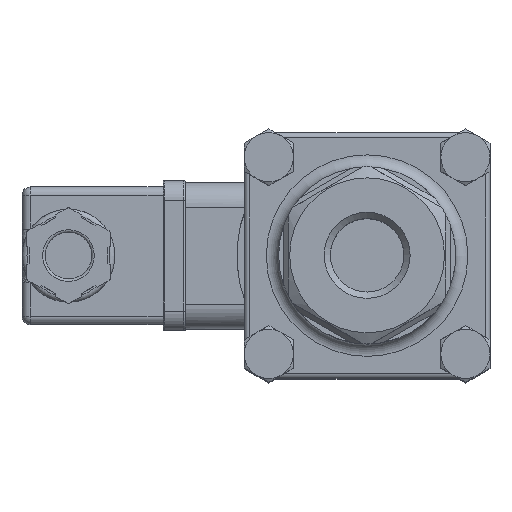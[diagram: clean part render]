
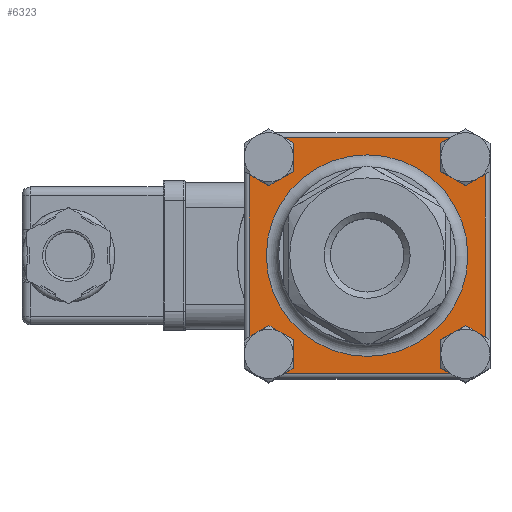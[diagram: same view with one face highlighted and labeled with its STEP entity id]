
A CAD part, top view. The second image highlights one B-rep face of the part: STEP entity #6323.
In plain terms, the highlighted planar face has unit normal (0, 0, 1).
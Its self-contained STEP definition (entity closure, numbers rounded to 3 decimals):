
#283=FACE_BOUND('',#1048,.T.);
#387=PLANE('',#6894);
#663=FACE_OUTER_BOUND('',#1047,.T.);
#1047=EDGE_LOOP('',(#4788,#4789,#4790,#4791,#4792,#4793,#4794,#4795,#4796,
#4797));
#1048=EDGE_LOOP('',(#4798));
#1328=CIRCLE('',#6683,4.45);
#1329=CIRCLE('',#6684,4.45);
#1346=CIRCLE('',#6730,4.45);
#1365=CIRCLE('',#6778,4.45);
#1366=CIRCLE('',#6779,4.45);
#1383=CIRCLE('',#6827,4.45);
#1415=CIRCLE('',#6895,20.5);
#1766=LINE('',#10493,#2191);
#1769=LINE('',#10499,#2194);
#1770=LINE('',#10511,#2195);
#1773=LINE('',#10517,#2198);
#2191=VECTOR('',#8095,10.);
#2194=VECTOR('',#8102,10.);
#2195=VECTOR('',#8119,10.);
#2198=VECTOR('',#8126,10.);
#2596=VERTEX_POINT('',#9559);
#2597=VERTEX_POINT('',#9560);
#2598=VERTEX_POINT('',#9562);
#2640=VERTEX_POINT('',#9750);
#2641=VERTEX_POINT('',#9751);
#2683=VERTEX_POINT('',#9939);
#2684=VERTEX_POINT('',#9940);
#2685=VERTEX_POINT('',#9942);
#2731=VERTEX_POINT('',#10158);
#2732=VERTEX_POINT('',#10159);
#2777=VERTEX_POINT('',#10530);
#3203=EDGE_CURVE('',#2598,#2596,#1328,.T.);
#3205=EDGE_CURVE('',#2597,#2598,#1329,.T.);
#3272=EDGE_CURVE('',#2640,#2641,#1346,.T.);
#3342=EDGE_CURVE('',#2685,#2683,#1365,.T.);
#3344=EDGE_CURVE('',#2684,#2685,#1366,.T.);
#3417=EDGE_CURVE('',#2731,#2732,#1383,.T.);
#3484=EDGE_CURVE('',#2731,#2683,#1766,.T.);
#3488=EDGE_CURVE('',#2684,#2596,#1769,.T.);
#3494=EDGE_CURVE('',#2640,#2732,#1770,.T.);
#3498=EDGE_CURVE('',#2597,#2641,#1773,.T.);
#3505=EDGE_CURVE('',#2777,#2777,#1415,.T.);
#4788=ORIENTED_EDGE('',*,*,#3205,.T.);
#4789=ORIENTED_EDGE('',*,*,#3203,.T.);
#4790=ORIENTED_EDGE('',*,*,#3488,.F.);
#4791=ORIENTED_EDGE('',*,*,#3344,.T.);
#4792=ORIENTED_EDGE('',*,*,#3342,.T.);
#4793=ORIENTED_EDGE('',*,*,#3484,.F.);
#4794=ORIENTED_EDGE('',*,*,#3417,.T.);
#4795=ORIENTED_EDGE('',*,*,#3494,.F.);
#4796=ORIENTED_EDGE('',*,*,#3272,.T.);
#4797=ORIENTED_EDGE('',*,*,#3498,.F.);
#4798=ORIENTED_EDGE('',*,*,#3505,.F.);
#6323=ADVANCED_FACE('',(#663,#283),#387,.T.);
#6683=AXIS2_PLACEMENT_3D('',#9563,#7595,#7596);
#6684=AXIS2_PLACEMENT_3D('',#9565,#7598,#7599);
#6730=AXIS2_PLACEMENT_3D('',#9752,#7716,#7717);
#6778=AXIS2_PLACEMENT_3D('',#9943,#7839,#7840);
#6779=AXIS2_PLACEMENT_3D('',#9945,#7842,#7843);
#6827=AXIS2_PLACEMENT_3D('',#10160,#7968,#7969);
#6894=AXIS2_PLACEMENT_3D('',#10529,#8144,#8145);
#6895=AXIS2_PLACEMENT_3D('',#10531,#8146,#8147);
#7595=DIRECTION('center_axis',(0.,0.,-1.));
#7596=DIRECTION('ref_axis',(0.,1.,0.));
#7598=DIRECTION('center_axis',(0.,0.,-1.));
#7599=DIRECTION('ref_axis',(0.,1.,0.));
#7716=DIRECTION('center_axis',(0.,0.,-1.));
#7717=DIRECTION('ref_axis',(0.,1.,0.));
#7839=DIRECTION('center_axis',(0.,0.,-1.));
#7840=DIRECTION('ref_axis',(0.,1.,0.));
#7842=DIRECTION('center_axis',(0.,0.,-1.));
#7843=DIRECTION('ref_axis',(0.,1.,0.));
#7968=DIRECTION('center_axis',(0.,0.,-1.));
#7969=DIRECTION('ref_axis',(0.,1.,0.));
#8095=DIRECTION('',(0.,1.,0.));
#8102=DIRECTION('',(1.,0.,0.));
#8119=DIRECTION('',(-1.,0.,0.));
#8126=DIRECTION('',(0.,-1.,0.));
#8144=DIRECTION('center_axis',(0.,0.,1.));
#8145=DIRECTION('ref_axis',(1.,0.,0.));
#8146=DIRECTION('center_axis',(0.,0.,1.));
#8147=DIRECTION('ref_axis',(-1.,0.,0.));
#9559=CARTESIAN_POINT('',(18.05,24.,8.5));
#9560=CARTESIAN_POINT('',(24.,18.05,8.5));
#9562=CARTESIAN_POINT('',(20.,15.55,8.5));
#9563=CARTESIAN_POINT('Origin',(20.,20.,8.5));
#9565=CARTESIAN_POINT('Origin',(20.,20.,8.5));
#9750=CARTESIAN_POINT('',(18.05,-24.,8.5));
#9751=CARTESIAN_POINT('',(24.,-18.05,8.5));
#9752=CARTESIAN_POINT('Origin',(20.,-20.,8.5));
#9939=CARTESIAN_POINT('',(-24.,18.05,8.5));
#9940=CARTESIAN_POINT('',(-18.05,24.,8.5));
#9942=CARTESIAN_POINT('',(-20.,15.55,8.5));
#9943=CARTESIAN_POINT('Origin',(-20.,20.,8.5));
#9945=CARTESIAN_POINT('Origin',(-20.,20.,8.5));
#10158=CARTESIAN_POINT('',(-24.,-18.05,8.5));
#10159=CARTESIAN_POINT('',(-18.05,-24.,8.5));
#10160=CARTESIAN_POINT('Origin',(-20.,-20.,8.5));
#10493=CARTESIAN_POINT('',(-24.,-12.5,8.5));
#10499=CARTESIAN_POINT('',(-12.5,24.,8.5));
#10511=CARTESIAN_POINT('',(12.5,-24.,8.5));
#10517=CARTESIAN_POINT('',(24.,12.5,8.5));
#10529=CARTESIAN_POINT('Origin',(0.,0.,8.5));
#10530=CARTESIAN_POINT('',(-20.5,0.,8.5));
#10531=CARTESIAN_POINT('Origin',(0.,0.,8.5));
